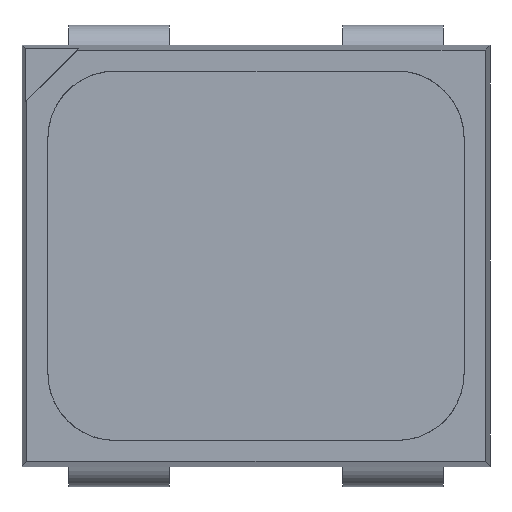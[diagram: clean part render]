
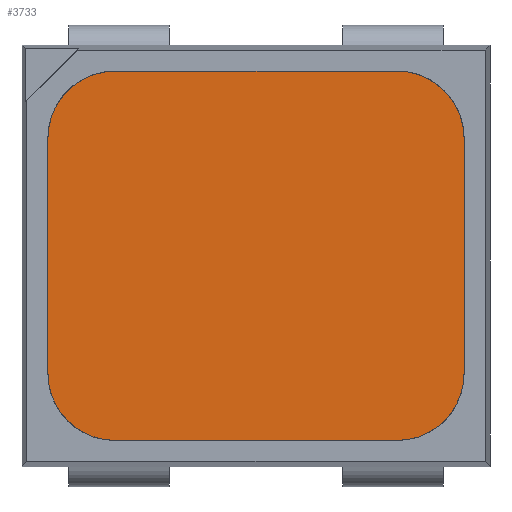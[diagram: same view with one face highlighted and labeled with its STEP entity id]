
A CAD part, top view. The second image highlights one B-rep face of the part: STEP entity #3733.
In plain terms, the highlighted planar face has unit normal (0, 0, 1).
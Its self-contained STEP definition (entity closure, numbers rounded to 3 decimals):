
#91 = B_SPLINE_CURVE_WITH_KNOTS ( 'NONE', 3,
 ( #3861, #1114, #1802, #3837, #285, #1140 ),
 .UNSPECIFIED., .F., .F.,
 ( 4, 2, 4 ),
 ( 0., 0., 0.001 ),
 .UNSPECIFIED. ) ;
#141 = CARTESIAN_POINT ( 'NONE',  ( 1.562, -0.876, -0.001 ) ) ;
#190 = CARTESIAN_POINT ( 'NONE',  ( 1.194, 1.386, -0.001 ) ) ;
#230 = CARTESIAN_POINT ( 'NONE',  ( -1.55, -0.876, -0.001 ) ) ;
#278 = EDGE_CURVE ( 'NONE', #5090, #3348, #2294, .T. ) ;
#285 = CARTESIAN_POINT ( 'NONE',  ( -1.55, 1.018, -0.001 ) ) ;
#356 = ORIENTED_EDGE ( 'NONE', *, *, #278, .T. ) ;
#581 = DIRECTION ( 'NONE',  ( 0., 1., 0. ) ) ;
#900 = CARTESIAN_POINT ( 'NONE',  ( -1.55, 0.886, -0.001 ) ) ;
#943 = CARTESIAN_POINT ( 'NONE',  ( 1.323, 1.332, -0.001 ) ) ;
#944 = ORIENTED_EDGE ( 'NONE', *, *, #1124, .T. ) ;
#967 = ORIENTED_EDGE ( 'NONE', *, *, #4348, .T. ) ;
#1053 = CARTESIAN_POINT ( 'NONE',  ( -1.55, -0.876, -0.001 ) ) ;
#1060 = VERTEX_POINT ( 'NONE', #3350 ) ;
#1114 = CARTESIAN_POINT ( 'NONE',  ( -1.182, 1.386, -0.001 ) ) ;
#1124 = EDGE_CURVE ( 'NONE', #2129, #1535, #91, .T. ) ;
#1140 = CARTESIAN_POINT ( 'NONE',  ( -1.55, 0.886, -0.001 ) ) ;
#1308 = CARTESIAN_POINT ( 'NONE',  ( 1.562, 0.886, -0.001 ) ) ;
#1380 = VERTEX_POINT ( 'NONE', #2375 ) ;
#1411 = CARTESIAN_POINT ( 'NONE',  ( -1.496, -1.137, -0.001 ) ) ;
#1476 = DIRECTION ( 'NONE',  ( -1., 0., 0. ) ) ;
#1488 = LINE ( 'NONE', #2634, #1680 ) ;
#1535 = VERTEX_POINT ( 'NONE', #900 ) ;
#1566 = ORIENTED_EDGE ( 'NONE', *, *, #4640, .T. ) ;
#1573 = DIRECTION ( 'NONE',  ( 0., -1., 0. ) ) ;
#1598 = ORIENTED_EDGE ( 'NONE', *, *, #3292, .T. ) ;
#1645 = CARTESIAN_POINT ( 'NONE',  ( 1.062, -1.376, -0.001 ) ) ;
#1673 = CARTESIAN_POINT ( 'NONE',  ( 1.507, -1.137, -0.001 ) ) ;
#1680 = VECTOR ( 'NONE', #1816, 1000. ) ;
#1779 = CARTESIAN_POINT ( 'NONE',  ( 1.323, -1.322, -0.001 ) ) ;
#1802 = CARTESIAN_POINT ( 'NONE',  ( -1.311, 1.332, -0.001 ) ) ;
#1816 = DIRECTION ( 'NONE',  ( 1., 0., 0. ) ) ;
#1833 = CARTESIAN_POINT ( 'NONE',  ( -1.312, -1.321, -0.001 ) ) ;
#1860 = B_SPLINE_CURVE_WITH_KNOTS ( 'NONE', 3,
 ( #1308, #4846, #4506, #943, #190, #2118 ),
 .UNSPECIFIED., .F., .F.,
 ( 4, 2, 4 ),
 ( 0., 0., 0.001 ),
 .UNSPECIFIED. ) ;
#1891 = VERTEX_POINT ( 'NONE', #141 ) ;
#1926 = VECTOR ( 'NONE', #1573, 1000. ) ;
#2118 = CARTESIAN_POINT ( 'NONE',  ( 1.062, 1.386, -0.001 ) ) ;
#2129 = VERTEX_POINT ( 'NONE', #3783 ) ;
#2144 = ORIENTED_EDGE ( 'NONE', *, *, #2905, .T. ) ;
#2294 = B_SPLINE_CURVE_WITH_KNOTS ( 'NONE', 3,
 ( #1053, #4172, #1411, #1833, #3409, #2965 ),
 .UNSPECIFIED., .F., .F.,
 ( 4, 2, 4 ),
 ( 0., 0., 0.001 ),
 .UNSPECIFIED. ) ;
#2375 = CARTESIAN_POINT ( 'NONE',  ( 1.062, -1.376, -0.001 ) ) ;
#2484 = LINE ( 'NONE', #4063, #2918 ) ;
#2507 = PLANE ( 'NONE',  #3242 ) ;
#2526 = EDGE_CURVE ( 'NONE', #3348, #1380, #1488, .T. ) ;
#2529 = VERTEX_POINT ( 'NONE', #3830 ) ;
#2631 = EDGE_LOOP ( 'NONE', ( #1598, #1566, #2144, #3871, #944, #967, #356, #4121 ) ) ;
#2634 = CARTESIAN_POINT ( 'NONE',  ( 0.006, -1.376, -0.001 ) ) ;
#2720 = CARTESIAN_POINT ( 'NONE',  ( 1.194, -1.376, -0.001 ) ) ;
#2827 = CARTESIAN_POINT ( 'NONE',  ( 1.562, -0.876, -0.001 ) ) ;
#2905 = EDGE_CURVE ( 'NONE', #1060, #2529, #1860, .T. ) ;
#2918 = VECTOR ( 'NONE', #581, 1000. ) ;
#2922 = DIRECTION ( 'NONE',  ( 0., 0., 1. ) ) ;
#2965 = CARTESIAN_POINT ( 'NONE',  ( -1.05, -1.376, -0.001 ) ) ;
#3019 = B_SPLINE_CURVE_WITH_KNOTS ( 'NONE', 3,
 ( #1645, #2720, #1779, #1673, #3629, #2827 ),
 .UNSPECIFIED., .F., .F.,
 ( 4, 2, 4 ),
 ( 0., 0., 0.001 ),
 .UNSPECIFIED. ) ;
#3040 = EDGE_CURVE ( 'NONE', #2529, #2129, #3840, .T. ) ;
#3242 = AXIS2_PLACEMENT_3D ( 'NONE', #3751, #2922, #4851 ) ;
#3292 = EDGE_CURVE ( 'NONE', #1380, #1891, #3019, .T. ) ;
#3348 = VERTEX_POINT ( 'NONE', #4862 ) ;
#3350 = CARTESIAN_POINT ( 'NONE',  ( 1.562, 0.886, -0.001 ) ) ;
#3360 = FACE_OUTER_BOUND ( 'NONE', #2631, .T. ) ;
#3409 = CARTESIAN_POINT ( 'NONE',  ( -1.182, -1.376, -0.001 ) ) ;
#3629 = CARTESIAN_POINT ( 'NONE',  ( 1.562, -1.008, -0.001 ) ) ;
#3733 = ADVANCED_FACE ( 'NONE', ( #3360 ), #2507, .T. ) ;
#3751 = CARTESIAN_POINT ( 'NONE',  ( 0.006, 0.005, -0.001 ) ) ;
#3783 = CARTESIAN_POINT ( 'NONE',  ( -1.05, 1.386, -0.001 ) ) ;
#3815 = VECTOR ( 'NONE', #1476, 1000. ) ;
#3830 = CARTESIAN_POINT ( 'NONE',  ( 1.062, 1.386, -0.001 ) ) ;
#3837 = CARTESIAN_POINT ( 'NONE',  ( -1.496, 1.147, -0.001 ) ) ;
#3840 = LINE ( 'NONE', #3864, #3815 ) ;
#3861 = CARTESIAN_POINT ( 'NONE',  ( -1.05, 1.386, -0.001 ) ) ;
#3864 = CARTESIAN_POINT ( 'NONE',  ( 0.006, 1.386, -0.001 ) ) ;
#3871 = ORIENTED_EDGE ( 'NONE', *, *, #3040, .T. ) ;
#3944 = LINE ( 'NONE', #4687, #1926 ) ;
#4063 = CARTESIAN_POINT ( 'NONE',  ( 1.562, 0.005, -0.001 ) ) ;
#4121 = ORIENTED_EDGE ( 'NONE', *, *, #2526, .T. ) ;
#4172 = CARTESIAN_POINT ( 'NONE',  ( -1.55, -1.008, -0.001 ) ) ;
#4348 = EDGE_CURVE ( 'NONE', #1535, #5090, #3944, .T. ) ;
#4506 = CARTESIAN_POINT ( 'NONE',  ( 1.507, 1.147, -0.001 ) ) ;
#4640 = EDGE_CURVE ( 'NONE', #1891, #1060, #2484, .T. ) ;
#4687 = CARTESIAN_POINT ( 'NONE',  ( -1.55, 0.005, -0.001 ) ) ;
#4846 = CARTESIAN_POINT ( 'NONE',  ( 1.562, 1.018, -0.001 ) ) ;
#4851 = DIRECTION ( 'NONE',  ( 1., 0., 0. ) ) ;
#4862 = CARTESIAN_POINT ( 'NONE',  ( -1.05, -1.376, -0.001 ) ) ;
#5090 = VERTEX_POINT ( 'NONE', #230 ) ;
